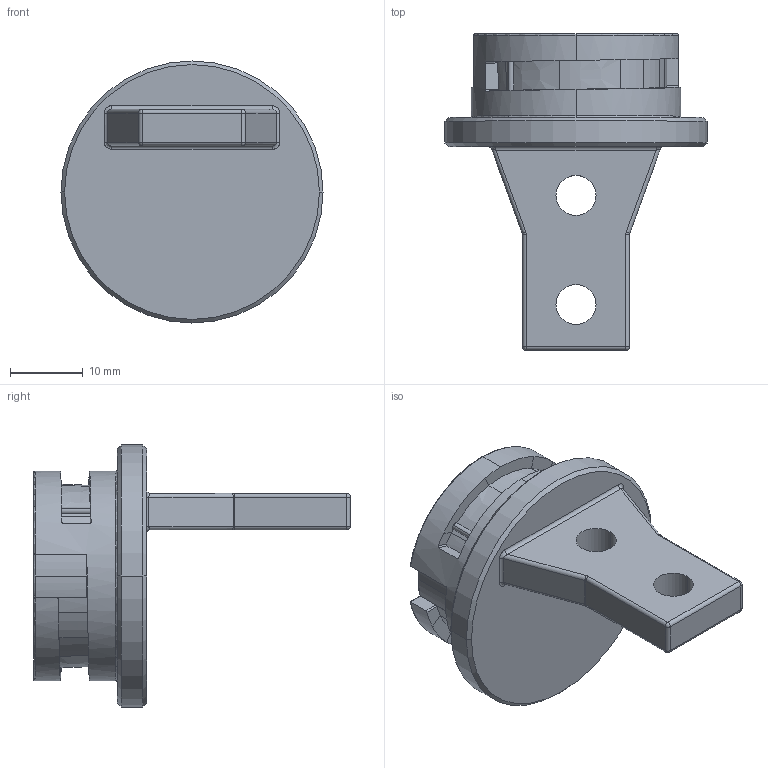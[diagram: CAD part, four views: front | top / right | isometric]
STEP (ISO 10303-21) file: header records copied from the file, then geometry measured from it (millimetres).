
FILE_DESCRIPTION(('CATIA V5 STEP Exchange'),'2;1');
FILE_NAME('Halterung.stp','2023-02-04T17:04:15+00:00',('none'),('none'),'CATIA Version 5 Release 19 GA (IN-10)','CATIA V5 STEP AP203','none');
FILE_SCHEMA(('CONFIG_CONTROL_DESIGN'));
Length unit declared in the file: millimetre
Products named in the file (1): Halterung
Bounding box: 36 x 43.5 x 36 mm (x, y, z)
Volume: 9356.5 mm3; surface area: 5636.4 mm2
Topology: 1 solids, 1 shells, 137 faces, 354 edges, 216 vertices
Faces by surface type: bspline 50, cylinder 46, plane 19, torus 14, sphere 4, cone 4
Entity records: 5320 total; most frequent: CARTESIAN_POINT 2528, ORIENTED_EDGE 700, EDGE_CURVE 350, DIRECTION 324, VERTEX_POINT 216, B_SPLINE_CURVE_WITH_KNOTS 190, AXIS2_PLACEMENT_3D 163, EDGE_LOOP 146
